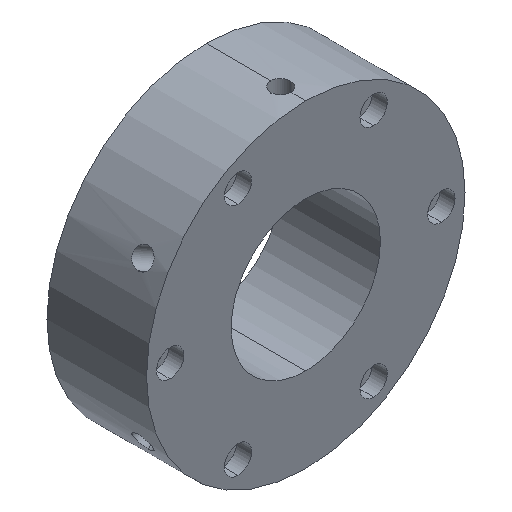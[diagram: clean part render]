
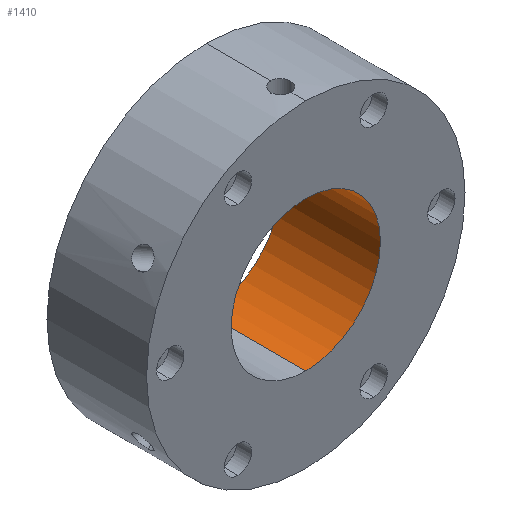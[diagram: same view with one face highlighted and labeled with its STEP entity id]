
A CAD part, isometric view. The second image highlights one B-rep face of the part: STEP entity #1410.
In plain terms, the highlighted cylindrical face has radius 15 mm (diameter 30 mm), a partial arc.
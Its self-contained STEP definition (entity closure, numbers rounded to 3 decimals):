
#13 = ORIENTED_EDGE ( 'NONE', *, *, #1436, .T. ) ;
#16 = DIRECTION ( 'NONE',  ( 0., 1., 0. ) ) ;
#172 = ORIENTED_EDGE ( 'NONE', *, *, #1409, .F. ) ;
#200 = LINE ( 'NONE', #1161, #2320 ) ;
#214 = FACE_OUTER_BOUND ( 'NONE', #1900, .T. ) ;
#227 = CARTESIAN_POINT ( 'NONE',  ( 0., 0., -15. ) ) ;
#237 = CARTESIAN_POINT ( 'NONE',  ( 0., 0., 0. ) ) ;
#244 = VERTEX_POINT ( 'NONE', #1264 ) ;
#249 = VECTOR ( 'NONE', #2442, 1000. ) ;
#364 = CIRCLE ( 'NONE', #1280, 15. ) ;
#399 = VERTEX_POINT ( 'NONE', #227 ) ;
#405 = CARTESIAN_POINT ( 'NONE',  ( 0., 20., -15. ) ) ;
#412 = CYLINDRICAL_SURFACE ( 'NONE', #2201, 15. ) ;
#435 = EDGE_CURVE ( 'NONE', #244, #399, #1749, .T. ) ;
#585 = DIRECTION ( 'NONE',  ( 0., 0., 1. ) ) ;
#739 = CARTESIAN_POINT ( 'NONE',  ( 0., 20., 0. ) ) ;
#935 = LINE ( 'NONE', #1512, #249 ) ;
#968 = DIRECTION ( 'NONE',  ( 0., 0., 1. ) ) ;
#980 = CARTESIAN_POINT ( 'NONE',  ( 0., 20., 15. ) ) ;
#1140 = VERTEX_POINT ( 'NONE', #980 ) ;
#1161 = CARTESIAN_POINT ( 'NONE',  ( 0., 0., -15. ) ) ;
#1264 = CARTESIAN_POINT ( 'NONE',  ( 0., 0., 15. ) ) ;
#1267 = ORIENTED_EDGE ( 'NONE', *, *, #2456, .T. ) ;
#1280 = AXIS2_PLACEMENT_3D ( 'NONE', #739, #16, #968 ) ;
#1342 = DIRECTION ( 'NONE',  ( 0., 1., 0. ) ) ;
#1409 = EDGE_CURVE ( 'NONE', #399, #2270, #200, .T. ) ;
#1410 = ADVANCED_FACE ( 'NONE', ( #214 ), #412, .F. ) ;
#1436 = EDGE_CURVE ( 'NONE', #1140, #2270, #364, .T. ) ;
#1512 = CARTESIAN_POINT ( 'NONE',  ( 0., 0., 15. ) ) ;
#1743 = DIRECTION ( 'NONE',  ( 0., 0., 1. ) ) ;
#1749 = CIRCLE ( 'NONE', #2436, 15. ) ;
#1900 = EDGE_LOOP ( 'NONE', ( #172, #1958, #1267, #13 ) ) ;
#1920 = DIRECTION ( 'NONE',  ( 0., 1., 0. ) ) ;
#1958 = ORIENTED_EDGE ( 'NONE', *, *, #435, .F. ) ;
#2201 = AXIS2_PLACEMENT_3D ( 'NONE', #2311, #2275, #585 ) ;
#2270 = VERTEX_POINT ( 'NONE', #405 ) ;
#2275 = DIRECTION ( 'NONE',  ( 0., 1., 0. ) ) ;
#2311 = CARTESIAN_POINT ( 'NONE',  ( 0., 0., 0. ) ) ;
#2320 = VECTOR ( 'NONE', #1342, 1000. ) ;
#2436 = AXIS2_PLACEMENT_3D ( 'NONE', #237, #1920, #1743 ) ;
#2442 = DIRECTION ( 'NONE',  ( 0., 1., 0. ) ) ;
#2456 = EDGE_CURVE ( 'NONE', #244, #1140, #935, .T. ) ;
